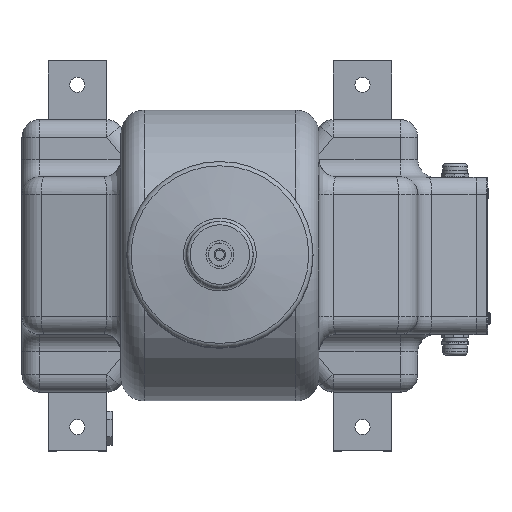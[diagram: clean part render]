
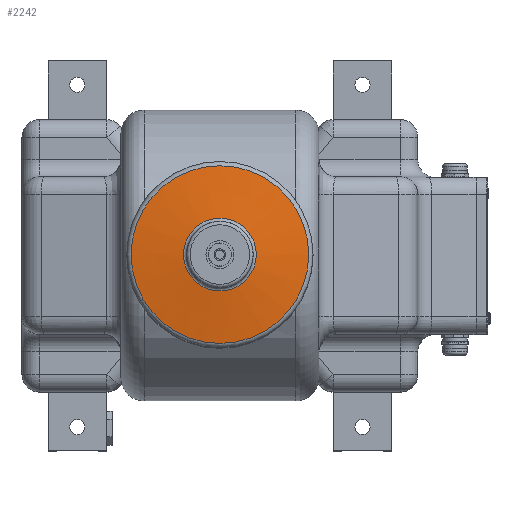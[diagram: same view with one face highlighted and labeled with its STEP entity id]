
A CAD part, top view. The second image highlights one B-rep face of the part: STEP entity #2242.
In plain terms, the highlighted conical face has half-angle 82.5 degrees and reference radius 53.78 mm.
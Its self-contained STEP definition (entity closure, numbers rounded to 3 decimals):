
#2242=ADVANCED_FACE('',(#15029,#15031),#15033,.T.);
#15029=FACE_BOUND('',#15030,.T.);
#15030=EDGE_LOOP('',(#26786,#26787));
#15031=FACE_BOUND('',#15032,.T.);
#15032=EDGE_LOOP('',(#26788,#26789));
#15033=CONICAL_SURFACE('',#15034,53.78,1.44);
#15034=AXIS2_PLACEMENT_3D('',#15035,#15036,#15037);
#15035=CARTESIAN_POINT('',(0.,67.5,404.794));
#15036=DIRECTION('',(0.,0.,-1.));
#15037=DIRECTION('',(1.,0.,0.));
#26786=ORIENTED_EDGE('',*,*,#33834,.T.);
#26787=ORIENTED_EDGE('',*,*,#33835,.T.);
#26788=ORIENTED_EDGE('',*,*,#33833,.F.);
#26789=ORIENTED_EDGE('',*,*,#33832,.F.);
#33832=EDGE_CURVE('',#37374,#37375,#37376,.T.);
#33833=EDGE_CURVE('',#37375,#37374,#37377,.T.);
#33834=EDGE_CURVE('',#37378,#37379,#37380,.T.);
#33835=EDGE_CURVE('',#37379,#37378,#37381,.T.);
#37374=VERTEX_POINT('',#43426);
#37375=VERTEX_POINT('',#43427);
#37376=CIRCLE('',#43428,31.266);
#37377=CIRCLE('',#43432,31.266);
#37378=VERTEX_POINT('',#43436);
#37379=VERTEX_POINT('',#43437);
#37380=CIRCLE('',#43438,76.294);
#37381=CIRCLE('',#43442,76.294);
#43426=CARTESIAN_POINT('',(31.266,67.5,407.758));
#43427=CARTESIAN_POINT('',(-31.266,67.5,407.758));
#43428=AXIS2_PLACEMENT_3D('',#43429,#43430,#43431);
#43429=CARTESIAN_POINT('',(0.,67.5,407.758));
#43430=DIRECTION('',(0.,-0.,1.));
#43431=DIRECTION('',(1.,0.,0.));
#43432=AXIS2_PLACEMENT_3D('',#43433,#43434,#43435);
#43433=CARTESIAN_POINT('',(0.,67.5,407.758));
#43434=DIRECTION('',(0.,0.,1.));
#43435=DIRECTION('',(-1.,0.,0.));
#43436=CARTESIAN_POINT('',(76.294,67.5,401.83));
#43437=CARTESIAN_POINT('',(-76.294,67.5,401.83));
#43438=AXIS2_PLACEMENT_3D('',#43439,#43440,#43441);
#43439=CARTESIAN_POINT('',(0.,67.5,401.83));
#43440=DIRECTION('',(-0.,0.,1.));
#43441=DIRECTION('',(1.,0.,0.));
#43442=AXIS2_PLACEMENT_3D('',#43443,#43444,#43445);
#43443=CARTESIAN_POINT('',(0.,67.5,401.83));
#43444=DIRECTION('',(0.,0.,1.));
#43445=DIRECTION('',(-1.,0.,0.));
